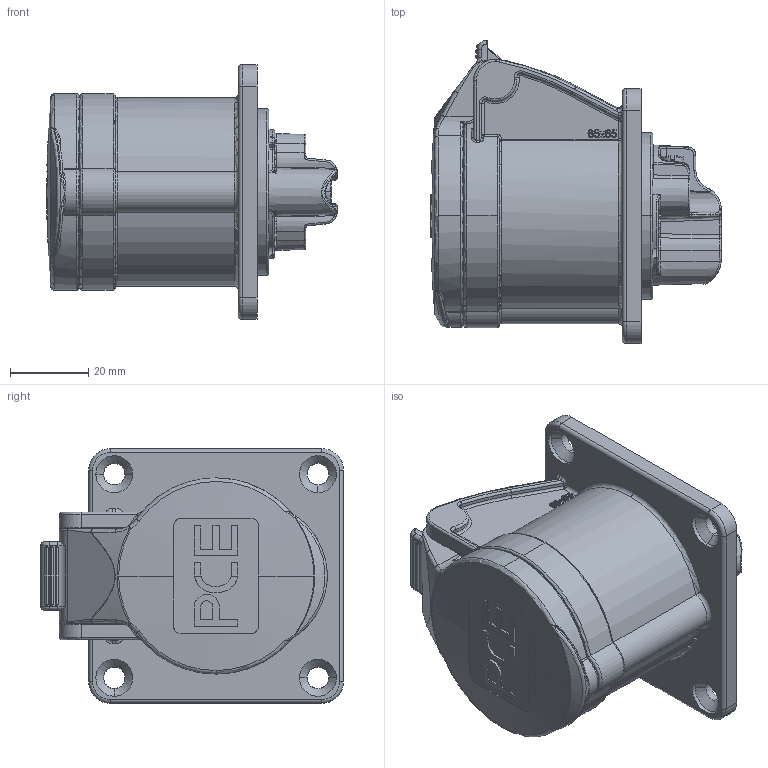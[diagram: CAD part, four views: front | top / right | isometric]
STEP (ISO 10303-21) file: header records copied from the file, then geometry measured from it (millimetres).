
FILE_DESCRIPTION (( 'STEP AP203' ), '1' );
FILE_NAME ('313-6f0.STEP', '2017-11-23T13:28:27', ( '' ), ( '' ), 'SwSTEP 2.0', 'SolidWorks 2016', '' );
FILE_SCHEMA (( 'CONFIG_CONTROL_DESIGN' ));
Length unit declared in the file: millimetre
Products named in the file (1): 313-6f0
Bounding box: 74.19 x 77.3 x 65 mm (x, y, z)
Volume: 135685.9 mm3; surface area: 25377.2 mm2
Topology: 1 solids, 1 shells, 1276 faces, 3180 edges, 1919 vertices
Faces by surface type: plane 370, bspline 347, cylinder 264, torus 140, cone 129, sphere 26
Entity records: 50873 total; most frequent: CARTESIAN_POINT 23585, ORIENTED_EDGE 6288, DIRECTION 4927, EDGE_CURVE 3144, AXIS2_PLACEMENT_3D 1956, VERTEX_POINT 1919, EDGE_LOOP 1333, ADVANCED_FACE 1276
